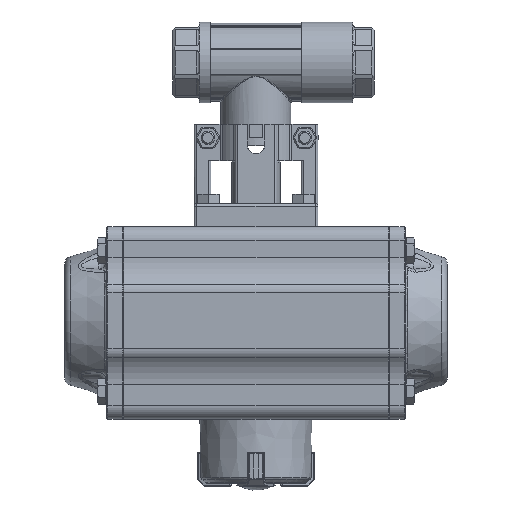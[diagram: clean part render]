
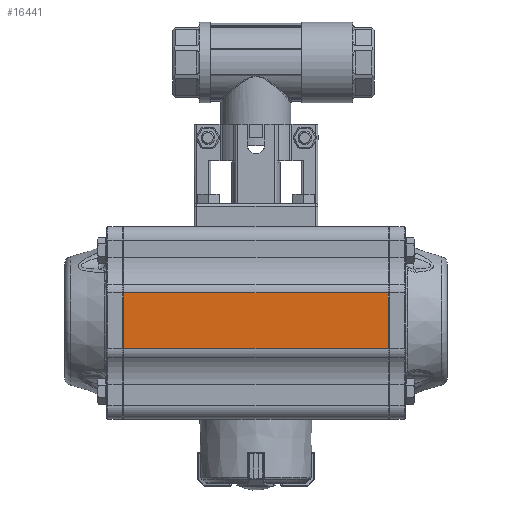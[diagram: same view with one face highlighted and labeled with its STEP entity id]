
A CAD part, left-side view. The second image highlights one B-rep face of the part: STEP entity #16441.
In plain terms, the highlighted face is planar.
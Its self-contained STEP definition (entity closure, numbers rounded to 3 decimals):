
#1673=LINE('',#28205,#2841);
#1674=LINE('',#28209,#2842);
#1675=LINE('',#28211,#2843);
#1676=LINE('',#28213,#2844);
#2841=VECTOR('',#22250,1000.);
#2842=VECTOR('',#22255,1000.);
#2843=VECTOR('',#22256,1000.);
#2844=VECTOR('',#22257,1000.);
#5212=ORIENTED_EDGE('',*,*,#9337,.F.);
#5213=ORIENTED_EDGE('',*,*,#9339,.T.);
#5214=ORIENTED_EDGE('',*,*,#9340,.T.);
#5215=ORIENTED_EDGE('',*,*,#9341,.T.);
#9337=EDGE_CURVE('',#11522,#11523,#1673,.T.);
#9339=EDGE_CURVE('',#11522,#11524,#1674,.T.);
#9340=EDGE_CURVE('',#11524,#11525,#1675,.T.);
#9341=EDGE_CURVE('',#11525,#11523,#1676,.T.);
#11522=VERTEX_POINT('',#28204);
#11523=VERTEX_POINT('',#28206);
#11524=VERTEX_POINT('',#28210);
#11525=VERTEX_POINT('',#28212);
#13645=EDGE_LOOP('',(#5212,#5213,#5214,#5215));
#14892=FACE_BOUND('',#13645,.T.);
#15837=PLANE('',#19212);
#16441=ADVANCED_FACE('',(#14892),#15837,.F.);
#19212=AXIS2_PLACEMENT_3D('',#28208,#22253,#22254);
#22250=DIRECTION('',(0.,0.,-1.));
#22253=DIRECTION('',(-1.,0.,0.));
#22254=DIRECTION('',(0.,0.,1.));
#22255=DIRECTION('',(0.,-1.,0.));
#22256=DIRECTION('',(0.,0.,-1.));
#22257=DIRECTION('',(0.,1.,0.));
#28204=CARTESIAN_POINT('',(29.5,10.363,49.2));
#28205=CARTESIAN_POINT('',(29.5,10.363,49.5));
#28206=CARTESIAN_POINT('',(29.5,10.363,-49.2));
#28208=CARTESIAN_POINT('',(29.5,-10.363,49.5));
#28209=CARTESIAN_POINT('',(29.5,-10.363,49.2));
#28210=CARTESIAN_POINT('',(29.5,-10.363,49.2));
#28211=CARTESIAN_POINT('',(29.5,-10.363,49.5));
#28212=CARTESIAN_POINT('',(29.5,-10.363,-49.2));
#28213=CARTESIAN_POINT('',(29.5,-10.363,-49.2));
